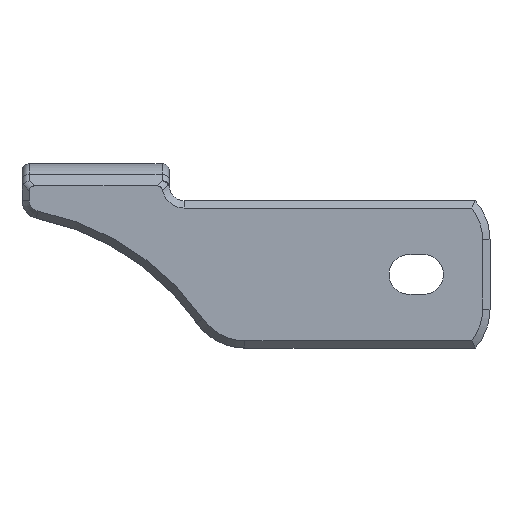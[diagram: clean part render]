
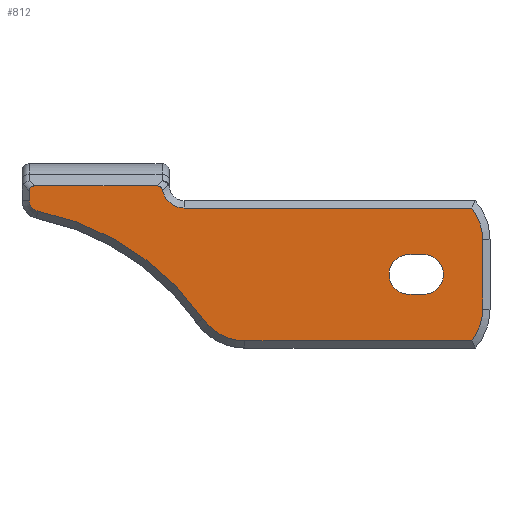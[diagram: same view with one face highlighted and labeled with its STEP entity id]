
A CAD part, top view. The second image highlights one B-rep face of the part: STEP entity #812.
In plain terms, the highlighted planar face has unit normal (0, 0, 1).
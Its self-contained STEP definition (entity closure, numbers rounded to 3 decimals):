
#15=FACE_BOUND('',#323,.T.);
#30=ELLIPSE('',#839,1.732,1.);
#70=CIRCLE('',#877,3.);
#71=CIRCLE('',#880,7.);
#74=CIRCLE('',#885,7.);
#76=CIRCLE('',#888,1.4);
#78=CIRCLE('',#891,36.);
#80=CIRCLE('',#894,7.);
#86=CIRCLE('',#911,2.7);
#87=CIRCLE('',#912,2.7);
#97=LINE('',#1236,#160);
#109=LINE('',#1369,#172);
#124=LINE('',#1410,#187);
#126=LINE('',#1423,#189);
#132=LINE('',#1455,#195);
#145=LINE('',#1494,#208);
#146=LINE('',#1497,#209);
#160=VECTOR('',#935,10.);
#172=VECTOR('',#1005,10.);
#187=VECTOR('',#1046,10.);
#189=VECTOR('',#1056,10.);
#195=VECTOR('',#1088,10.);
#208=VECTOR('',#1133,10.);
#209=VECTOR('',#1136,10.);
#230=PLANE('',#910);
#274=FACE_OUTER_BOUND('',#322,.T.);
#322=EDGE_LOOP('',(#701,#702,#703,#704,#705,#706,#707,#708,#709,#710,#711,
#712,#713));
#323=EDGE_LOOP('',(#714,#715,#716,#717));
#336=B_SPLINE_CURVE_WITH_KNOTS('',3,(#1197,#1198,#1199,#1200,#1201,#1202,
#1203,#1204,#1205,#1206),.UNSPECIFIED.,.F.,.F.,(4,2,2,2,4),(0.,0.031,
0.056,0.077,0.099),.UNSPECIFIED.);
#346=VERTEX_POINT('',#1195);
#347=VERTEX_POINT('',#1196);
#353=VERTEX_POINT('',#1234);
#357=VERTEX_POINT('',#1285);
#374=VERTEX_POINT('',#1367);
#385=VERTEX_POINT('',#1403);
#387=VERTEX_POINT('',#1409);
#388=VERTEX_POINT('',#1416);
#390=VERTEX_POINT('',#1422);
#393=VERTEX_POINT('',#1430);
#395=VERTEX_POINT('',#1439);
#397=VERTEX_POINT('',#1445);
#399=VERTEX_POINT('',#1451);
#407=VERTEX_POINT('',#1490);
#408=VERTEX_POINT('',#1491);
#409=VERTEX_POINT('',#1493);
#410=VERTEX_POINT('',#1495);
#418=EDGE_CURVE('',#346,#347,#336,.T.);
#426=EDGE_CURVE('',#353,#346,#97,.T.);
#431=EDGE_CURVE('',#357,#353,#30,.T.);
#460=EDGE_CURVE('',#374,#357,#109,.T.);
#477=EDGE_CURVE('',#347,#385,#70,.T.);
#480=EDGE_CURVE('',#385,#387,#124,.T.);
#482=EDGE_CURVE('',#387,#388,#71,.T.);
#485=EDGE_CURVE('',#388,#390,#126,.T.);
#489=EDGE_CURVE('',#390,#393,#74,.T.);
#493=EDGE_CURVE('',#395,#374,#76,.T.);
#496=EDGE_CURVE('',#397,#395,#78,.T.);
#499=EDGE_CURVE('',#399,#397,#80,.T.);
#500=EDGE_CURVE('',#393,#399,#132,.T.);
#518=EDGE_CURVE('',#407,#408,#86,.T.);
#519=EDGE_CURVE('',#408,#409,#145,.T.);
#520=EDGE_CURVE('',#409,#410,#87,.T.);
#521=EDGE_CURVE('',#410,#407,#146,.T.);
#701=ORIENTED_EDGE('',*,*,#418,.F.);
#702=ORIENTED_EDGE('',*,*,#426,.F.);
#703=ORIENTED_EDGE('',*,*,#431,.F.);
#704=ORIENTED_EDGE('',*,*,#460,.F.);
#705=ORIENTED_EDGE('',*,*,#493,.F.);
#706=ORIENTED_EDGE('',*,*,#496,.F.);
#707=ORIENTED_EDGE('',*,*,#499,.F.);
#708=ORIENTED_EDGE('',*,*,#500,.F.);
#709=ORIENTED_EDGE('',*,*,#489,.F.);
#710=ORIENTED_EDGE('',*,*,#485,.F.);
#711=ORIENTED_EDGE('',*,*,#482,.F.);
#712=ORIENTED_EDGE('',*,*,#480,.F.);
#713=ORIENTED_EDGE('',*,*,#477,.F.);
#714=ORIENTED_EDGE('',*,*,#518,.T.);
#715=ORIENTED_EDGE('',*,*,#519,.T.);
#716=ORIENTED_EDGE('',*,*,#520,.T.);
#717=ORIENTED_EDGE('',*,*,#521,.T.);
#812=ADVANCED_FACE('',(#274,#15),#230,.T.);
#839=AXIS2_PLACEMENT_3D('',#1287,#941,#942);
#877=AXIS2_PLACEMENT_3D('',#1404,#1040,#1041);
#880=AXIS2_PLACEMENT_3D('',#1417,#1049,#1050);
#885=AXIS2_PLACEMENT_3D('',#1431,#1063,#1064);
#888=AXIS2_PLACEMENT_3D('',#1441,#1070,#1071);
#891=AXIS2_PLACEMENT_3D('',#1447,#1077,#1078);
#894=AXIS2_PLACEMENT_3D('',#1453,#1084,#1085);
#910=AXIS2_PLACEMENT_3D('',#1489,#1129,#1130);
#911=AXIS2_PLACEMENT_3D('',#1492,#1131,#1132);
#912=AXIS2_PLACEMENT_3D('',#1496,#1134,#1135);
#935=DIRECTION('',(1.,0.,0.));
#941=DIRECTION('center_axis',(0.,0.,-1.));
#942=DIRECTION('ref_axis',(-0.707,0.707,0.));
#1005=DIRECTION('',(0.,1.,0.));
#1040=DIRECTION('center_axis',(0.,0.,1.));
#1041=DIRECTION('ref_axis',(-0.707,-0.707,0.));
#1046=DIRECTION('',(1.,0.,0.));
#1049=DIRECTION('center_axis',(0.,0.,-1.));
#1050=DIRECTION('ref_axis',(0.75,0.661,0.));
#1056=DIRECTION('',(0.,-1.,0.));
#1063=DIRECTION('center_axis',(0.,0.,-1.));
#1064=DIRECTION('ref_axis',(0.75,-0.661,0.));
#1070=DIRECTION('center_axis',(0.,0.,-1.));
#1071=DIRECTION('ref_axis',(-0.773,-0.634,0.));
#1077=DIRECTION('center_axis',(0.,0.,1.));
#1078=DIRECTION('ref_axis',(1.,0.,0.));
#1084=DIRECTION('center_axis',(0.,0.,-1.));
#1085=DIRECTION('ref_axis',(-0.461,-0.887,0.));
#1088=DIRECTION('',(-1.,0.,0.));
#1129=DIRECTION('center_axis',(0.,0.,1.));
#1130=DIRECTION('ref_axis',(1.,0.,0.));
#1131=DIRECTION('center_axis',(0.,0.,-1.));
#1132=DIRECTION('ref_axis',(0.,1.,0.));
#1133=DIRECTION('',(1.,0.,0.));
#1134=DIRECTION('center_axis',(0.,0.,-1.));
#1135=DIRECTION('ref_axis',(0.,-1.,0.));
#1136=DIRECTION('',(-1.,0.,0.));
#1195=CARTESIAN_POINT('',(-7.448,22.,0.));
#1196=CARTESIAN_POINT('',(-6.754,21.428,0.));
#1197=CARTESIAN_POINT('Ctrl Pts',(-7.448,22.,0.));
#1198=CARTESIAN_POINT('Ctrl Pts',(-7.346,22.,0.));
#1199=CARTESIAN_POINT('Ctrl Pts',(-7.244,21.984,0.));
#1200=CARTESIAN_POINT('Ctrl Pts',(-7.073,21.913,0.));
#1201=CARTESIAN_POINT('Ctrl Pts',(-7.004,21.868,0.));
#1202=CARTESIAN_POINT('Ctrl Pts',(-6.896,21.759,0.));
#1203=CARTESIAN_POINT('Ctrl Pts',(-6.855,21.701,0.));
#1204=CARTESIAN_POINT('Ctrl Pts',(-6.79,21.571,0.));
#1205=CARTESIAN_POINT('Ctrl Pts',(-6.768,21.5,0.));
#1206=CARTESIAN_POINT('Ctrl Pts',(-6.754,21.428,0.));
#1234=CARTESIAN_POINT('',(-24.102,22.,0.));
#1236=CARTESIAN_POINT('',(-9.934,22.,0.));
#1285=CARTESIAN_POINT('',(-24.809,21.293,0.));
#1287=CARTESIAN_POINT('Origin',(-23.395,20.586,0.));
#1367=CARTESIAN_POINT('',(-24.809,19.971,0.));
#1369=CARTESIAN_POINT('',(-24.809,13.974,0.));
#1403=CARTESIAN_POINT('',(-3.809,19.,0.));
#1404=CARTESIAN_POINT('Origin',(-3.809,22.,0.));
#1409=CARTESIAN_POINT('',(35.221,19.,0.));
#1410=CARTESIAN_POINT('',(-9.934,19.,0.));
#1416=CARTESIAN_POINT('',(36.691,14.708,0.));
#1417=CARTESIAN_POINT('Origin',(29.691,14.708,0.));
#1422=CARTESIAN_POINT('',(36.691,5.292,0.));
#1423=CARTESIAN_POINT('',(36.691,15.,0.));
#1430=CARTESIAN_POINT('',(35.221,1.,0.));
#1431=CARTESIAN_POINT('Origin',(29.691,5.292,0.));
#1439=CARTESIAN_POINT('',(-23.684,18.598,0.));
#1441=CARTESIAN_POINT('Origin',(-23.409,19.971,0.));
#1445=CARTESIAN_POINT('',(-1.291,3.979,0.));
#1447=CARTESIAN_POINT('Origin',(-30.759,-16.7,0.));
#1451=CARTESIAN_POINT('',(4.439,1.,0.));
#1453=CARTESIAN_POINT('Origin',(4.439,8.,0.));
#1455=CARTESIAN_POINT('',(21.816,1.,0.));
#1489=CARTESIAN_POINT('Origin',(5.941,10.,0.));
#1490=CARTESIAN_POINT('',(26.691,7.3,0.));
#1491=CARTESIAN_POINT('',(26.691,12.7,0.));
#1492=CARTESIAN_POINT('Origin',(26.691,10.,0.));
#1493=CARTESIAN_POINT('',(28.691,12.7,0.));
#1494=CARTESIAN_POINT('',(28.691,12.7,0.));
#1495=CARTESIAN_POINT('',(28.691,7.3,0.));
#1496=CARTESIAN_POINT('Origin',(28.691,10.,0.));
#1497=CARTESIAN_POINT('',(26.691,7.3,0.));
